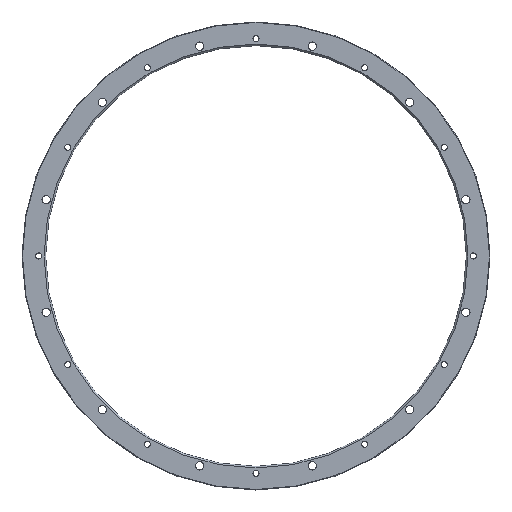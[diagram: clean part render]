
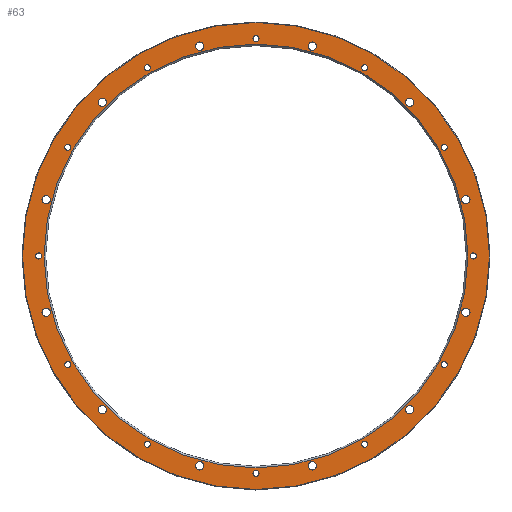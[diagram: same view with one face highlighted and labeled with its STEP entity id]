
A CAD part, top view. The second image highlights one B-rep face of the part: STEP entity #63.
In plain terms, the highlighted planar face has unit normal (0, 0, 1).
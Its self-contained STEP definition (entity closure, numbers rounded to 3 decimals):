
#63=ADVANCED_FACE('',(#102,#103,#104,#105,#106,#107,#108,#109,#110,#111,
#112,#113,#114,#115,#116,#117,#118,#119,#120,#121,#122,#123,#124,#125,#126,
#127),#99,.T.);
#99=PLANE('',#817);
#102=FACE_BOUND('',#222,.T.);
#103=FACE_BOUND('',#223,.T.);
#104=FACE_BOUND('',#224,.T.);
#105=FACE_BOUND('',#225,.T.);
#106=FACE_BOUND('',#226,.T.);
#107=FACE_BOUND('',#227,.T.);
#108=FACE_BOUND('',#228,.T.);
#109=FACE_BOUND('',#229,.T.);
#110=FACE_BOUND('',#230,.T.);
#111=FACE_BOUND('',#231,.T.);
#112=FACE_BOUND('',#232,.T.);
#113=FACE_BOUND('',#233,.T.);
#114=FACE_BOUND('',#234,.T.);
#115=FACE_BOUND('',#235,.T.);
#116=FACE_BOUND('',#236,.T.);
#117=FACE_BOUND('',#237,.T.);
#118=FACE_BOUND('',#238,.T.);
#119=FACE_BOUND('',#239,.T.);
#120=FACE_BOUND('',#240,.T.);
#121=FACE_BOUND('',#241,.T.);
#122=FACE_BOUND('',#242,.T.);
#123=FACE_BOUND('',#243,.T.);
#124=FACE_BOUND('',#244,.T.);
#125=FACE_BOUND('',#245,.T.);
#126=FACE_BOUND('',#246,.T.);
#127=FACE_BOUND('',#247,.T.);
#222=EDGE_LOOP('',(#342));
#223=EDGE_LOOP('',(#343));
#224=EDGE_LOOP('',(#344));
#225=EDGE_LOOP('',(#345));
#226=EDGE_LOOP('',(#346));
#227=EDGE_LOOP('',(#347));
#228=EDGE_LOOP('',(#348));
#229=EDGE_LOOP('',(#349));
#230=EDGE_LOOP('',(#350));
#231=EDGE_LOOP('',(#351));
#232=EDGE_LOOP('',(#352));
#233=EDGE_LOOP('',(#353));
#234=EDGE_LOOP('',(#354));
#235=EDGE_LOOP('',(#355));
#236=EDGE_LOOP('',(#356));
#237=EDGE_LOOP('',(#357));
#238=EDGE_LOOP('',(#358));
#239=EDGE_LOOP('',(#359));
#240=EDGE_LOOP('',(#360));
#241=EDGE_LOOP('',(#361));
#242=EDGE_LOOP('',(#362));
#243=EDGE_LOOP('',(#363));
#244=EDGE_LOOP('',(#364));
#245=EDGE_LOOP('',(#365));
#246=EDGE_LOOP('',(#366));
#247=EDGE_LOOP('',(#367));
#342=ORIENTED_EDGE('',*,*,#522,.F.);
#343=ORIENTED_EDGE('',*,*,#523,.F.);
#344=ORIENTED_EDGE('',*,*,#524,.F.);
#345=ORIENTED_EDGE('',*,*,#525,.F.);
#346=ORIENTED_EDGE('',*,*,#526,.F.);
#347=ORIENTED_EDGE('',*,*,#527,.F.);
#348=ORIENTED_EDGE('',*,*,#528,.F.);
#349=ORIENTED_EDGE('',*,*,#529,.F.);
#350=ORIENTED_EDGE('',*,*,#530,.F.);
#351=ORIENTED_EDGE('',*,*,#531,.F.);
#352=ORIENTED_EDGE('',*,*,#532,.F.);
#353=ORIENTED_EDGE('',*,*,#533,.F.);
#354=ORIENTED_EDGE('',*,*,#534,.F.);
#355=ORIENTED_EDGE('',*,*,#535,.F.);
#356=ORIENTED_EDGE('',*,*,#536,.F.);
#357=ORIENTED_EDGE('',*,*,#537,.F.);
#358=ORIENTED_EDGE('',*,*,#538,.F.);
#359=ORIENTED_EDGE('',*,*,#539,.F.);
#360=ORIENTED_EDGE('',*,*,#540,.F.);
#361=ORIENTED_EDGE('',*,*,#541,.F.);
#362=ORIENTED_EDGE('',*,*,#542,.F.);
#363=ORIENTED_EDGE('',*,*,#543,.F.);
#364=ORIENTED_EDGE('',*,*,#544,.F.);
#365=ORIENTED_EDGE('',*,*,#545,.F.);
#366=ORIENTED_EDGE('',*,*,#546,.T.);
#367=ORIENTED_EDGE('',*,*,#547,.T.);
#462=VERTEX_POINT('',#1155);
#463=VERTEX_POINT('',#1157);
#464=VERTEX_POINT('',#1159);
#465=VERTEX_POINT('',#1161);
#466=VERTEX_POINT('',#1163);
#467=VERTEX_POINT('',#1165);
#468=VERTEX_POINT('',#1167);
#469=VERTEX_POINT('',#1169);
#470=VERTEX_POINT('',#1171);
#471=VERTEX_POINT('',#1173);
#472=VERTEX_POINT('',#1175);
#473=VERTEX_POINT('',#1177);
#474=VERTEX_POINT('',#1179);
#475=VERTEX_POINT('',#1181);
#476=VERTEX_POINT('',#1183);
#477=VERTEX_POINT('',#1185);
#478=VERTEX_POINT('',#1187);
#479=VERTEX_POINT('',#1189);
#480=VERTEX_POINT('',#1191);
#481=VERTEX_POINT('',#1193);
#482=VERTEX_POINT('',#1195);
#483=VERTEX_POINT('',#1197);
#484=VERTEX_POINT('',#1199);
#485=VERTEX_POINT('',#1201);
#486=VERTEX_POINT('',#1203);
#487=VERTEX_POINT('',#1205);
#522=EDGE_CURVE('',#462,#462,#706,.T.);
#523=EDGE_CURVE('',#463,#463,#707,.T.);
#524=EDGE_CURVE('',#464,#464,#708,.T.);
#525=EDGE_CURVE('',#465,#465,#709,.T.);
#526=EDGE_CURVE('',#466,#466,#710,.T.);
#527=EDGE_CURVE('',#467,#467,#711,.T.);
#528=EDGE_CURVE('',#468,#468,#712,.T.);
#529=EDGE_CURVE('',#469,#469,#713,.T.);
#530=EDGE_CURVE('',#470,#470,#714,.T.);
#531=EDGE_CURVE('',#471,#471,#715,.T.);
#532=EDGE_CURVE('',#472,#472,#716,.T.);
#533=EDGE_CURVE('',#473,#473,#717,.T.);
#534=EDGE_CURVE('',#474,#474,#718,.T.);
#535=EDGE_CURVE('',#475,#475,#719,.T.);
#536=EDGE_CURVE('',#476,#476,#720,.T.);
#537=EDGE_CURVE('',#477,#477,#721,.T.);
#538=EDGE_CURVE('',#478,#478,#722,.T.);
#539=EDGE_CURVE('',#479,#479,#723,.T.);
#540=EDGE_CURVE('',#480,#480,#724,.T.);
#541=EDGE_CURVE('',#481,#481,#725,.T.);
#542=EDGE_CURVE('',#482,#482,#726,.T.);
#543=EDGE_CURVE('',#483,#483,#727,.T.);
#544=EDGE_CURVE('',#484,#484,#728,.T.);
#545=EDGE_CURVE('',#485,#485,#729,.T.);
#546=EDGE_CURVE('',#486,#486,#730,.T.);
#547=EDGE_CURVE('',#487,#487,#731,.T.);
#706=CIRCLE('',#791,1.3);
#707=CIRCLE('',#792,1.3);
#708=CIRCLE('',#793,1.3);
#709=CIRCLE('',#794,1.3);
#710=CIRCLE('',#795,1.3);
#711=CIRCLE('',#796,1.3);
#712=CIRCLE('',#797,1.3);
#713=CIRCLE('',#798,1.3);
#714=CIRCLE('',#799,1.3);
#715=CIRCLE('',#800,1.3);
#716=CIRCLE('',#801,1.3);
#717=CIRCLE('',#802,1.775);
#718=CIRCLE('',#803,1.775);
#719=CIRCLE('',#804,1.775);
#720=CIRCLE('',#805,1.775);
#721=CIRCLE('',#806,1.775);
#722=CIRCLE('',#807,1.775);
#723=CIRCLE('',#808,1.775);
#724=CIRCLE('',#809,1.775);
#725=CIRCLE('',#810,1.775);
#726=CIRCLE('',#811,1.775);
#727=CIRCLE('',#812,1.775);
#728=CIRCLE('',#813,1.3);
#729=CIRCLE('',#814,1.775);
#730=CIRCLE('',#815,99.95);
#731=CIRCLE('',#816,90.71);
#791=AXIS2_PLACEMENT_3D('',#1154,#937,#938);
#792=AXIS2_PLACEMENT_3D('',#1156,#939,#940);
#793=AXIS2_PLACEMENT_3D('',#1158,#941,#942);
#794=AXIS2_PLACEMENT_3D('',#1160,#943,#944);
#795=AXIS2_PLACEMENT_3D('',#1162,#945,#946);
#796=AXIS2_PLACEMENT_3D('',#1164,#947,#948);
#797=AXIS2_PLACEMENT_3D('',#1166,#949,#950);
#798=AXIS2_PLACEMENT_3D('',#1168,#951,#952);
#799=AXIS2_PLACEMENT_3D('',#1170,#953,#954);
#800=AXIS2_PLACEMENT_3D('',#1172,#955,#956);
#801=AXIS2_PLACEMENT_3D('',#1174,#957,#958);
#802=AXIS2_PLACEMENT_3D('',#1176,#959,#960);
#803=AXIS2_PLACEMENT_3D('',#1178,#961,#962);
#804=AXIS2_PLACEMENT_3D('',#1180,#963,#964);
#805=AXIS2_PLACEMENT_3D('',#1182,#965,#966);
#806=AXIS2_PLACEMENT_3D('',#1184,#967,#968);
#807=AXIS2_PLACEMENT_3D('',#1186,#969,#970);
#808=AXIS2_PLACEMENT_3D('',#1188,#971,#972);
#809=AXIS2_PLACEMENT_3D('',#1190,#973,#974);
#810=AXIS2_PLACEMENT_3D('',#1192,#975,#976);
#811=AXIS2_PLACEMENT_3D('',#1194,#977,#978);
#812=AXIS2_PLACEMENT_3D('',#1196,#979,#980);
#813=AXIS2_PLACEMENT_3D('',#1198,#981,#982);
#814=AXIS2_PLACEMENT_3D('',#1200,#983,#984);
#815=AXIS2_PLACEMENT_3D('',#1202,#985,#986);
#816=AXIS2_PLACEMENT_3D('',#1204,#987,#988);
#817=AXIS2_PLACEMENT_3D('',#1206,#989,#990);
#937=DIRECTION('',(0.,0.,1.));
#938=DIRECTION('',(1.,0.,0.));
#939=DIRECTION('',(0.,0.,1.));
#940=DIRECTION('',(1.,0.,0.));
#941=DIRECTION('',(0.,0.,1.));
#942=DIRECTION('',(1.,0.,0.));
#943=DIRECTION('',(0.,0.,1.));
#944=DIRECTION('',(1.,0.,0.));
#945=DIRECTION('',(0.,0.,1.));
#946=DIRECTION('',(1.,0.,0.));
#947=DIRECTION('',(0.,0.,1.));
#948=DIRECTION('',(1.,0.,0.));
#949=DIRECTION('',(0.,0.,1.));
#950=DIRECTION('',(1.,0.,0.));
#951=DIRECTION('',(0.,0.,1.));
#952=DIRECTION('',(1.,0.,0.));
#953=DIRECTION('',(0.,0.,1.));
#954=DIRECTION('',(1.,0.,0.));
#955=DIRECTION('',(0.,0.,1.));
#956=DIRECTION('',(1.,0.,0.));
#957=DIRECTION('',(0.,0.,1.));
#958=DIRECTION('',(1.,0.,0.));
#959=DIRECTION('',(0.,0.,1.));
#960=DIRECTION('',(1.,0.,0.));
#961=DIRECTION('',(0.,0.,1.));
#962=DIRECTION('',(1.,0.,0.));
#963=DIRECTION('',(0.,0.,1.));
#964=DIRECTION('',(1.,0.,0.));
#965=DIRECTION('',(0.,0.,1.));
#966=DIRECTION('',(1.,0.,0.));
#967=DIRECTION('',(0.,0.,1.));
#968=DIRECTION('',(1.,0.,0.));
#969=DIRECTION('',(0.,0.,1.));
#970=DIRECTION('',(1.,0.,0.));
#971=DIRECTION('',(0.,0.,1.));
#972=DIRECTION('',(1.,0.,0.));
#973=DIRECTION('',(0.,0.,1.));
#974=DIRECTION('',(1.,0.,0.));
#975=DIRECTION('',(0.,0.,1.));
#976=DIRECTION('',(1.,0.,0.));
#977=DIRECTION('',(0.,0.,1.));
#978=DIRECTION('',(1.,0.,0.));
#979=DIRECTION('',(0.,0.,1.));
#980=DIRECTION('',(1.,0.,0.));
#981=DIRECTION('',(0.,0.,1.));
#982=DIRECTION('',(1.,0.,0.));
#983=DIRECTION('',(0.,0.,1.));
#984=DIRECTION('',(1.,0.,0.));
#985=DIRECTION('',(0.,0.,1.));
#986=DIRECTION('',(1.,0.,0.));
#987=DIRECTION('',(0.,0.,-1.));
#988=DIRECTION('',(1.,0.,0.));
#989=DIRECTION('',(0.,0.,1.));
#990=DIRECTION('',(1.,0.,0.));
#1154=CARTESIAN_POINT('',(46.5,80.54,7.));
#1155=CARTESIAN_POINT('',(47.8,80.54,7.));
#1156=CARTESIAN_POINT('',(80.54,46.5,7.));
#1157=CARTESIAN_POINT('',(81.84,46.5,7.));
#1158=CARTESIAN_POINT('',(93.,0.,7.));
#1159=CARTESIAN_POINT('',(94.3,0.,7.));
#1160=CARTESIAN_POINT('',(80.54,-46.5,7.));
#1161=CARTESIAN_POINT('',(81.84,-46.5,7.));
#1162=CARTESIAN_POINT('',(46.5,-80.54,7.));
#1163=CARTESIAN_POINT('',(47.8,-80.54,7.));
#1164=CARTESIAN_POINT('',(0.,-93.,7.));
#1165=CARTESIAN_POINT('',(1.3,-93.,7.));
#1166=CARTESIAN_POINT('',(-46.5,-80.54,7.));
#1167=CARTESIAN_POINT('',(-45.2,-80.54,7.));
#1168=CARTESIAN_POINT('',(-80.54,-46.5,7.));
#1169=CARTESIAN_POINT('',(-79.24,-46.5,7.));
#1170=CARTESIAN_POINT('',(-93.,0.,7.));
#1171=CARTESIAN_POINT('',(-91.7,0.,7.));
#1172=CARTESIAN_POINT('',(-80.54,46.5,7.));
#1173=CARTESIAN_POINT('',(-79.24,46.5,7.));
#1174=CARTESIAN_POINT('',(-46.5,80.54,7.));
#1175=CARTESIAN_POINT('',(-45.2,80.54,7.));
#1176=CARTESIAN_POINT('',(-89.831,24.07,7.));
#1177=CARTESIAN_POINT('',(-88.056,24.07,7.));
#1178=CARTESIAN_POINT('',(-65.761,65.761,7.));
#1179=CARTESIAN_POINT('',(-63.986,65.761,7.));
#1180=CARTESIAN_POINT('',(-24.07,89.831,7.));
#1181=CARTESIAN_POINT('',(-22.295,89.831,7.));
#1182=CARTESIAN_POINT('',(24.07,89.831,7.));
#1183=CARTESIAN_POINT('',(25.845,89.831,7.));
#1184=CARTESIAN_POINT('',(65.761,65.761,7.));
#1185=CARTESIAN_POINT('',(67.536,65.761,7.));
#1186=CARTESIAN_POINT('',(89.831,24.07,7.));
#1187=CARTESIAN_POINT('',(91.606,24.07,7.));
#1188=CARTESIAN_POINT('',(89.831,-24.07,7.));
#1189=CARTESIAN_POINT('',(91.606,-24.07,7.));
#1190=CARTESIAN_POINT('',(65.761,-65.761,7.));
#1191=CARTESIAN_POINT('',(67.536,-65.761,7.));
#1192=CARTESIAN_POINT('',(24.07,-89.831,7.));
#1193=CARTESIAN_POINT('',(25.845,-89.831,7.));
#1194=CARTESIAN_POINT('',(-24.07,-89.831,7.));
#1195=CARTESIAN_POINT('',(-22.295,-89.831,7.));
#1196=CARTESIAN_POINT('',(-65.761,-65.761,7.));
#1197=CARTESIAN_POINT('',(-63.986,-65.761,7.));
#1198=CARTESIAN_POINT('',(0.,93.,7.));
#1199=CARTESIAN_POINT('',(1.3,93.,7.));
#1200=CARTESIAN_POINT('',(-89.831,-24.07,7.));
#1201=CARTESIAN_POINT('',(-88.056,-24.07,7.));
#1202=CARTESIAN_POINT('',(0.,0.,7.));
#1203=CARTESIAN_POINT('',(99.95,0.,7.));
#1204=CARTESIAN_POINT('',(0.,0.,7.));
#1205=CARTESIAN_POINT('',(90.71,0.,7.));
#1206=CARTESIAN_POINT('',(0.,0.,7.));
